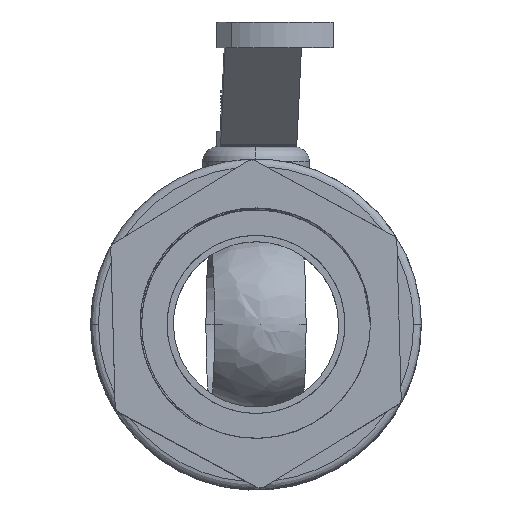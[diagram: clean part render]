
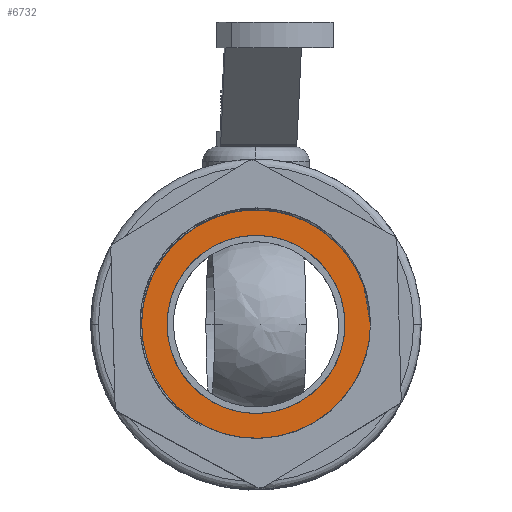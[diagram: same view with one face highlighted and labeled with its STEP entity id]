
A CAD part, top view. The second image highlights one B-rep face of the part: STEP entity #6732.
In plain terms, the highlighted free-form (B-spline) face has degree [1, 1] with [2, 2] control points.
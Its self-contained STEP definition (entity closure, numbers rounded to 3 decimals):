
#4476 = VERTEX_POINT('',#4477);
#4477 = CARTESIAN_POINT('',(191.087,160.94,
    301.846));
#4501 = VERTEX_POINT('',#4502);
#4502 = CARTESIAN_POINT('',(83.226,160.94,
    301.846));
#4507 = EDGE_CURVE('',#4501,#4476,#4508,.T.);
#4508 = ( BOUNDED_CURVE() B_SPLINE_CURVE(2,(#4509,#4510,#4511,#4512,
#4513),.UNSPECIFIED.,.F.,.F.) B_SPLINE_CURVE_WITH_KNOTS((3,2,3),(
    3.142,4.712,6.283),
.PIECEWISE_BEZIER_KNOTS.) CURVE() GEOMETRIC_REPRESENTATION_ITEM() 
RATIONAL_B_SPLINE_CURVE((1.,0.707,1.,0.707,1.)) 
REPRESENTATION_ITEM('') );
#4509 = CARTESIAN_POINT('',(83.226,160.94,
    301.846));
#4510 = CARTESIAN_POINT('',(83.226,107.01,
    301.846));
#4511 = CARTESIAN_POINT('',(137.156,107.01,
    301.846));
#4512 = CARTESIAN_POINT('',(191.087,107.01,
    301.846));
#4513 = CARTESIAN_POINT('',(191.087,160.94,
    301.846));
#5270 = EDGE_CURVE('',#4476,#4501,#5271,.T.);
#5271 = ( BOUNDED_CURVE() B_SPLINE_CURVE(2,(#5272,#5273,#5274,#5275,
#5276),.UNSPECIFIED.,.F.,.F.) B_SPLINE_CURVE_WITH_KNOTS((3,2,3),(0.,
1.571,3.142),.PIECEWISE_BEZIER_KNOTS.) CURVE() 
GEOMETRIC_REPRESENTATION_ITEM() RATIONAL_B_SPLINE_CURVE((1.,
0.707,1.,0.707,1.)) REPRESENTATION_ITEM('') );
#5272 = CARTESIAN_POINT('',(191.087,160.94,
    301.846));
#5273 = CARTESIAN_POINT('',(191.087,214.87,
    301.846));
#5274 = CARTESIAN_POINT('',(137.156,214.87,
    301.846));
#5275 = CARTESIAN_POINT('',(83.226,214.87,
    301.846));
#5276 = CARTESIAN_POINT('',(83.226,160.94,
    301.846));
#6015 = VERTEX_POINT('',#6016);
#6016 = CARTESIAN_POINT('',(179.102,160.94,
    301.846));
#6021 = EDGE_CURVE('',#6015,#6022,#6024,.T.);
#6022 = VERTEX_POINT('',#6023);
#6023 = CARTESIAN_POINT('',(95.211,160.94,
    301.846));
#6024 = ( BOUNDED_CURVE() B_SPLINE_CURVE(2,(#6025,#6026,#6027,#6028,
#6029),.UNSPECIFIED.,.F.,.F.) B_SPLINE_CURVE_WITH_KNOTS((3,2,3),(0.,
1.571,3.142),.PIECEWISE_BEZIER_KNOTS.) CURVE() 
GEOMETRIC_REPRESENTATION_ITEM() RATIONAL_B_SPLINE_CURVE((1.,
0.707,1.,0.707,1.)) REPRESENTATION_ITEM('') );
#6025 = CARTESIAN_POINT('',(179.102,160.94,
    301.846));
#6026 = CARTESIAN_POINT('',(179.102,118.994,
    301.846));
#6027 = CARTESIAN_POINT('',(137.156,118.994,
    301.846));
#6028 = CARTESIAN_POINT('',(95.211,118.994,
    301.846));
#6029 = CARTESIAN_POINT('',(95.211,160.94,
    301.846));
#6330 = EDGE_CURVE('',#6022,#6015,#6331,.T.);
#6331 = ( BOUNDED_CURVE() B_SPLINE_CURVE(2,(#6332,#6333,#6334,#6335,
#6336),.UNSPECIFIED.,.F.,.F.) B_SPLINE_CURVE_WITH_KNOTS((3,2,3),(
    3.142,4.712,6.283),
.PIECEWISE_BEZIER_KNOTS.) CURVE() GEOMETRIC_REPRESENTATION_ITEM() 
RATIONAL_B_SPLINE_CURVE((1.,0.707,1.,0.707,1.)) 
REPRESENTATION_ITEM('') );
#6332 = CARTESIAN_POINT('',(95.211,160.94,
    301.846));
#6333 = CARTESIAN_POINT('',(95.211,202.885,
    301.846));
#6334 = CARTESIAN_POINT('',(137.156,202.885,
    301.846));
#6335 = CARTESIAN_POINT('',(179.102,202.885,
    301.846));
#6336 = CARTESIAN_POINT('',(179.102,160.94,
    301.846));
#6732 = ADVANCED_FACE('',(#6733,#6737),#6741,.T.);
#6733 = FACE_BOUND('',#6734,.T.);
#6734 = EDGE_LOOP('',(#6735,#6736));
#6735 = ORIENTED_EDGE('',*,*,#5270,.T.);
#6736 = ORIENTED_EDGE('',*,*,#4507,.T.);
#6737 = FACE_BOUND('',#6738,.T.);
#6738 = EDGE_LOOP('',(#6739,#6740));
#6739 = ORIENTED_EDGE('',*,*,#6021,.T.);
#6740 = ORIENTED_EDGE('',*,*,#6330,.T.);
#6741 = B_SPLINE_SURFACE_WITH_KNOTS('',1,1,(
    (#6742,#6743)
    ,(#6744,#6745
    )),.UNSPECIFIED.,.F.,.F.,.F.,(2,2),(2,2),(-45.,45.),(-45.,45.),
  .PIECEWISE_BEZIER_KNOTS.);
#6742 = CARTESIAN_POINT('',(83.226,107.01,
    301.846));
#6743 = CARTESIAN_POINT('',(83.226,214.87,
    301.846));
#6744 = CARTESIAN_POINT('',(191.087,107.01,
    301.846));
#6745 = CARTESIAN_POINT('',(191.087,214.87,
    301.846));
